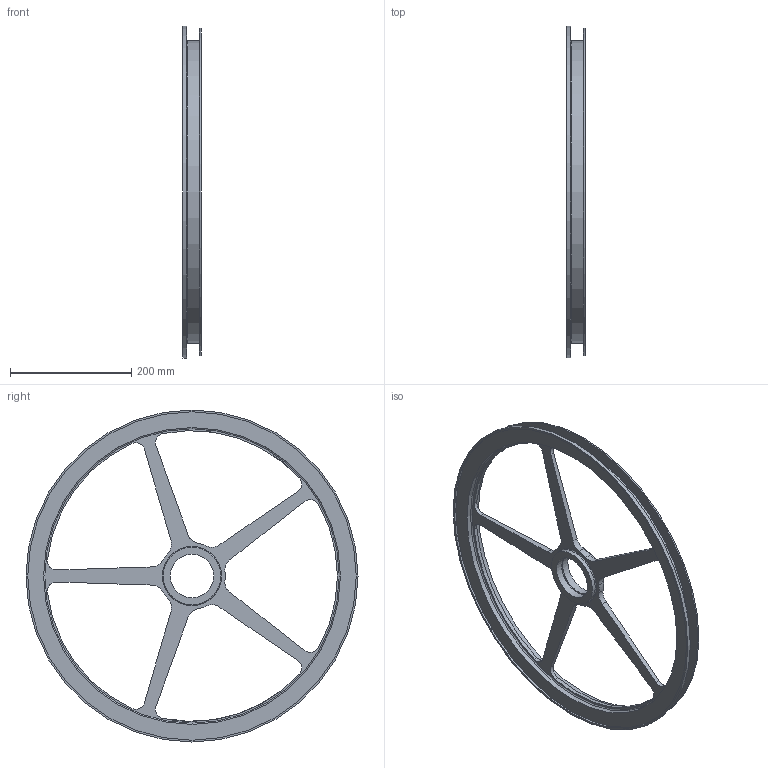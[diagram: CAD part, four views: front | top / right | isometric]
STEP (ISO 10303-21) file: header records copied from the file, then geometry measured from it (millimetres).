
FILE_DESCRIPTION (( 'STEP AP203' ), '1' );
FILE_NAME ('250729 STEP 3-400337-00_9074.STEP', '2025-07-29T05:15:29', ( '' ), ( '' ), 'SwSTEP 2.0', 'SolidWorks 2024', '' );
FILE_SCHEMA (( 'CONFIG_CONTROL_DESIGN' ));
Length unit declared in the file: millimetre
Products named in the file (1): 250729 STEP 3-400337-00_9074
Bounding box: 30 x 548 x 548 mm (x, y, z)
Volume: 776121.8 mm3; surface area: 350586.7 mm2
Topology: 1 solids, 1 shells, 66 faces, 173 edges, 112 vertices
Faces by surface type: cylinder 41, plane 17, cone 4, torus 4
Full cylindrical faces by diameter (mm): 72 x2, 75 x1, 95 x2, 490 x2, 500 x1, 540 x1, 542 x1, 548 x1
Entity records: 2785 total; most frequent: CARTESIAN_POINT 1259, ORIENTED_EDGE 292, DIRECTION 266, EDGE_CURVE 146, AXIS2_PLACEMENT_3D 113, VERTEX_POINT 106, EDGE_LOOP 102, FACE_OUTER_BOUND 81
